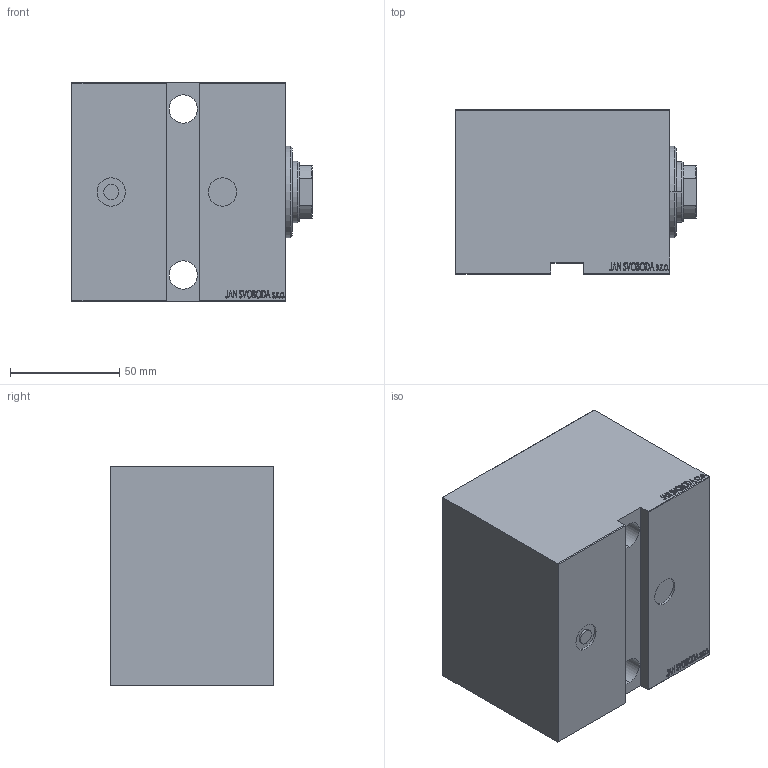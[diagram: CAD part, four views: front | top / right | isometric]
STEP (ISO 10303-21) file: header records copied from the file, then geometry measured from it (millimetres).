
FILE_DESCRIPTION (( 'STEP AP203' ), '1' );
FILE_NAME ('0615.STEP', '2024-02-11T13:23:12', ( '' ), ( '' ), 'SwSTEP 2.0', 'SolidWorks 2019', '' );
FILE_SCHEMA (( 'CONFIG_CONTROL_DESIGN' ));
Length unit declared in the file: millimetre
Products named in the file (4): V450CM_E_VCP 536b283d1803aaf06af2ce7de4f1d7f3; 0615; V450CM_VC_B 536b283d1803aaf06af2ce7de4f1d7f3; V450CM_E_Body 536b283d1803aaf06af2ce7de4f1d7f3
Assembly tree (3 placements, depth 2):
  0615
    V450CM_E_Body 536b283d1803aaf06af2ce7de4f1d7f3
    V450CM_E_VCP 536b283d1803aaf06af2ce7de4f1d7f3
    V450CM_VC_B 536b283d1803aaf06af2ce7de4f1d7f3
Bounding box: 110 x 75 x 100 mm (x, y, z)
Volume: 677879.7 mm3; surface area: 97085.5 mm2
Topology: 3 solids, 3 shells, 839 faces, 2160 edges, 1433 vertices
Faces by surface type: plane 407, bspline 380, cylinder 38, cone 14
Entity records: 42618 total; most frequent: CARTESIAN_POINT 24296, ORIENTED_EDGE 4316, DIRECTION 2412, EDGE_CURVE 2158, VERTEX_POINT 1433, VECTOR 1298, LINE 1298, EDGE_LOOP 953
